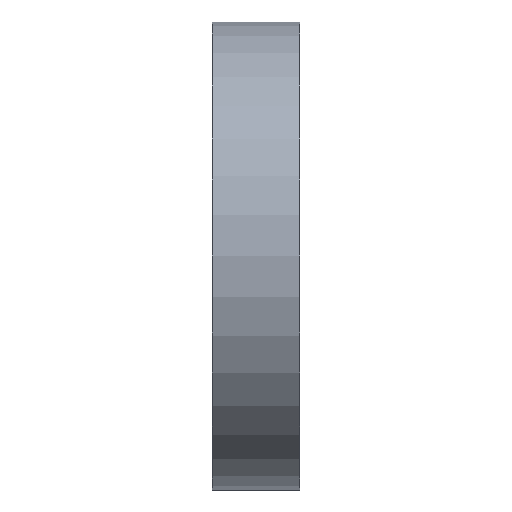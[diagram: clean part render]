
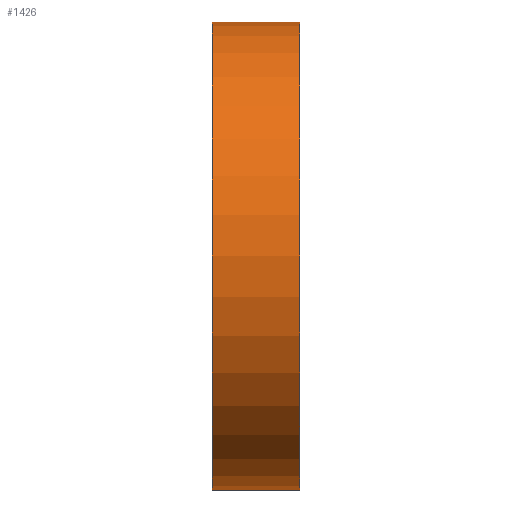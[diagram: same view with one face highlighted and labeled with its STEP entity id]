
A CAD part, left-side view. The second image highlights one B-rep face of the part: STEP entity #1426.
In plain terms, the highlighted cylindrical face has radius 80 mm (diameter 160 mm), a partial arc.
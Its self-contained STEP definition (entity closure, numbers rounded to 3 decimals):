
#24 = CARTESIAN_POINT ( 'NONE',  ( 0., 30., -80. ) ) ;
#106 = DIRECTION ( 'NONE',  ( 0., 0., 1. ) ) ;
#195 = AXIS2_PLACEMENT_3D ( 'NONE', #1588, #503, #106 ) ;
#202 = CARTESIAN_POINT ( 'NONE',  ( 0., 30., 80. ) ) ;
#278 = CARTESIAN_POINT ( 'NONE',  ( 0., 30., -80. ) ) ;
#311 = VECTOR ( 'NONE', #829, 1000. ) ;
#319 = EDGE_CURVE ( 'NONE', #654, #1441, #555, .T. ) ;
#362 = ORIENTED_EDGE ( 'NONE', *, *, #1296, .F. ) ;
#370 = DIRECTION ( 'NONE',  ( 0., 1., 0. ) ) ;
#394 = CARTESIAN_POINT ( 'NONE',  ( 0., 30., 0. ) ) ;
#405 = EDGE_CURVE ( 'NONE', #480, #654, #955, .T. ) ;
#480 = VERTEX_POINT ( 'NONE', #24 ) ;
#503 = DIRECTION ( 'NONE',  ( 0., 1., 0. ) ) ;
#523 = ORIENTED_EDGE ( 'NONE', *, *, #405, .T. ) ;
#555 = CIRCLE ( 'NONE', #195, 80. ) ;
#598 = CARTESIAN_POINT ( 'NONE',  ( 0., 30., 0. ) ) ;
#654 = VERTEX_POINT ( 'NONE', #1447 ) ;
#754 = AXIS2_PLACEMENT_3D ( 'NONE', #598, #370, #1667 ) ;
#813 = ORIENTED_EDGE ( 'NONE', *, *, #1149, .F. ) ;
#829 = DIRECTION ( 'NONE',  ( 0., -1., 0. ) ) ;
#955 = LINE ( 'NONE', #278, #1416 ) ;
#958 = CARTESIAN_POINT ( 'NONE',  ( 0., 30., 80. ) ) ;
#975 = LINE ( 'NONE', #958, #311 ) ;
#1072 = FACE_OUTER_BOUND ( 'NONE', #1105, .T. ) ;
#1105 = EDGE_LOOP ( 'NONE', ( #813, #362, #523, #1369 ) ) ;
#1149 = EDGE_CURVE ( 'NONE', #1281, #1441, #975, .T. ) ;
#1182 = DIRECTION ( 'NONE',  ( 0., 0., -1. ) ) ;
#1221 = DIRECTION ( 'NONE',  ( 0., -1., 0. ) ) ;
#1281 = VERTEX_POINT ( 'NONE', #202 ) ;
#1292 = CARTESIAN_POINT ( 'NONE',  ( 0., 0., 80. ) ) ;
#1296 = EDGE_CURVE ( 'NONE', #480, #1281, #1390, .T. ) ;
#1369 = ORIENTED_EDGE ( 'NONE', *, *, #319, .T. ) ;
#1390 = CIRCLE ( 'NONE', #754, 80. ) ;
#1416 = VECTOR ( 'NONE', #1221, 1000. ) ;
#1425 = AXIS2_PLACEMENT_3D ( 'NONE', #394, #1585, #1182 ) ;
#1426 = ADVANCED_FACE ( 'NONE', ( #1072 ), #1436, .T. ) ;
#1436 = CYLINDRICAL_SURFACE ( 'NONE', #1425, 80. ) ;
#1441 = VERTEX_POINT ( 'NONE', #1292 ) ;
#1447 = CARTESIAN_POINT ( 'NONE',  ( 0., 0., -80. ) ) ;
#1585 = DIRECTION ( 'NONE',  ( 0., -1., 0. ) ) ;
#1588 = CARTESIAN_POINT ( 'NONE',  ( 0., 0., 0. ) ) ;
#1667 = DIRECTION ( 'NONE',  ( 0., 0., 1. ) ) ;
